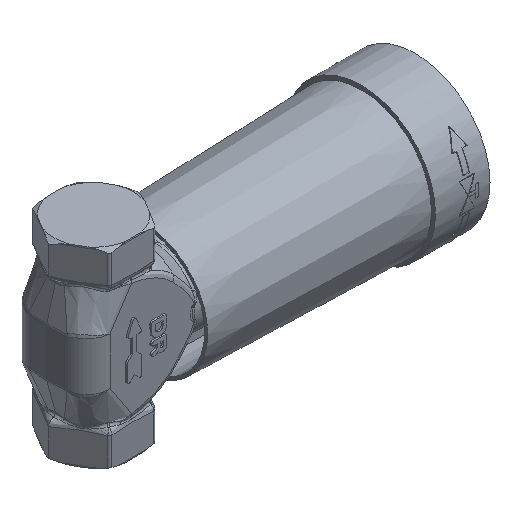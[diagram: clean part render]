
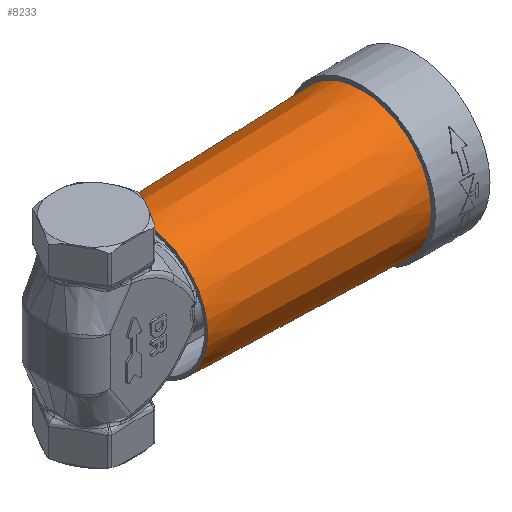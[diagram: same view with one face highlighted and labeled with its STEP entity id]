
A CAD part, isometric view. The second image highlights one B-rep face of the part: STEP entity #8233.
In plain terms, the highlighted conical face has half-angle 1.5 degrees and reference radius 22 mm.
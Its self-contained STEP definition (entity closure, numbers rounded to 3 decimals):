
#1861=CONICAL_SURFACE('',#8756,22.,0.026);
#2093=ORIENTED_EDGE('',*,*,#4631,.T.);
#2094=ORIENTED_EDGE('',*,*,#4632,.F.);
#4631=EDGE_CURVE('',#5963,#5963,#6828,.T.);
#4632=EDGE_CURVE('',#5964,#5964,#6829,.T.);
#5963=VERTEX_POINT('',#11585);
#5964=VERTEX_POINT('',#11588);
#6828=CIRCLE('',#8755,23.938);
#6829=CIRCLE('',#8757,22.);
#7172=EDGE_LOOP('',(#2093));
#7173=EDGE_LOOP('',(#2094));
#7698=FACE_BOUND('',#7172,.T.);
#7699=FACE_BOUND('',#7173,.T.);
#8233=ADVANCED_FACE('',(#7698,#7699),#1861,.T.);
#8755=AXIS2_PLACEMENT_3D('',#11584,#9504,#9505);
#8756=AXIS2_PLACEMENT_3D('',#11586,#9506,#9507);
#8757=AXIS2_PLACEMENT_3D('',#11587,#9508,#9509);
#9504=DIRECTION('',(-1.,0.,0.));
#9505=DIRECTION('',(0.,0.,1.));
#9506=DIRECTION('',(1.,0.,0.));
#9507=DIRECTION('',(0.,0.,-1.));
#9508=DIRECTION('',(-1.,0.,0.));
#9509=DIRECTION('',(0.,0.,1.));
#11584=CARTESIAN_POINT('',(90.7,0.,0.));
#11585=CARTESIAN_POINT('',(90.7,0.,23.938));
#11586=CARTESIAN_POINT('',(16.7,0.,0.));
#11587=CARTESIAN_POINT('',(16.7,0.,0.));
#11588=CARTESIAN_POINT('',(16.7,0.,22.));
